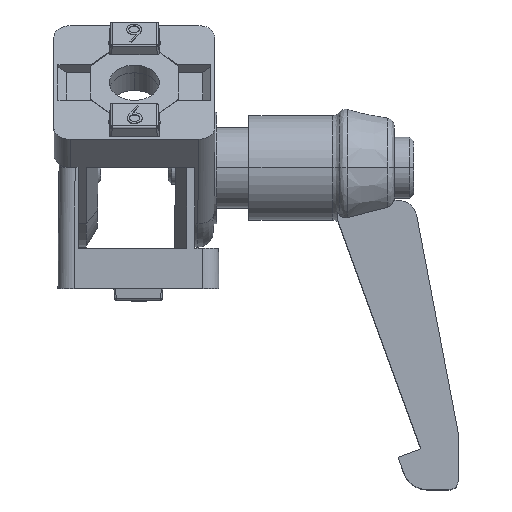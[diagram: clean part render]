
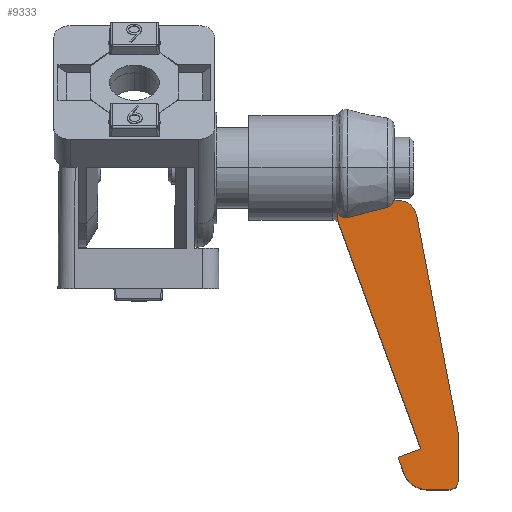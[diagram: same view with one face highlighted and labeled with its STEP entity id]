
A CAD part, top view. The second image highlights one B-rep face of the part: STEP entity #9333.
In plain terms, the highlighted face is planar.
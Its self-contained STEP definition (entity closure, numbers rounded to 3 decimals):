
#315=PLANE('',#10336);
#769=LINE('',#15018,#1493);
#783=LINE('',#15058,#1507);
#791=LINE('',#15099,#1515);
#793=LINE('',#15103,#1517);
#1493=VECTOR('',#12021,1000.);
#1507=VECTOR('',#12057,1000.);
#1515=VECTOR('',#12089,1000.);
#1517=VECTOR('',#12093,1000.);
#2382=FACE_OUTER_BOUND('',#2965,.T.);
#2965=EDGE_LOOP('',(#7356,#7357,#7358,#7359,#7360,#7361,#7362,#7363,#7364,
#7365,#7366,#7367,#7368,#7369,#7370,#7371));
#3342=B_SPLINE_CURVE_WITH_KNOTS('',3,(#14738,#14739,#14740,#14741),
 .UNSPECIFIED.,.F.,.F.,(4,4),(0.,0.005),.UNSPECIFIED.);
#3348=B_SPLINE_CURVE_WITH_KNOTS('',3,(#15090,#15091,#15092,#15093),
 .UNSPECIFIED.,.F.,.F.,(4,4),(0.,1.),.UNSPECIFIED.);
#3350=B_SPLINE_CURVE_WITH_KNOTS('',3,(#15116,#15117,#15118,#15119),
 .UNSPECIFIED.,.F.,.F.,(4,4),(0.,1.),.UNSPECIFIED.);
#3352=B_SPLINE_CURVE_WITH_KNOTS('',3,(#15128,#15129,#15130,#15131),
 .UNSPECIFIED.,.F.,.F.,(4,4),(0.,1.),.UNSPECIFIED.);
#3354=B_SPLINE_CURVE_WITH_KNOTS('',3,(#15140,#15141,#15142,#15143),
 .UNSPECIFIED.,.F.,.F.,(4,4),(0.,1.),.UNSPECIFIED.);
#3358=B_SPLINE_CURVE_WITH_KNOTS('',3,(#15177,#15178,#15179,#15180),
 .UNSPECIFIED.,.F.,.F.,(4,4),(0.,0.),
 .UNSPECIFIED.);
#3359=B_SPLINE_CURVE_WITH_KNOTS('',3,(#15183,#15184,#15185,#15186,#15187,
#15188),.UNSPECIFIED.,.F.,.F.,(4,2,4),(0.,0.001,0.001),
 .UNSPECIFIED.);
#3360=B_SPLINE_CURVE_WITH_KNOTS('',3,(#15189,#15190,#15191,#15192,#15193,
#15194),.UNSPECIFIED.,.F.,.F.,(4,2,4),(0.,0.001,0.001),
 .UNSPECIFIED.);
#3668=CIRCLE('',#10306,2.);
#3670=CIRCLE('',#10309,1.);
#3675=CIRCLE('',#10324,2.45);
#3677=CIRCLE('',#10330,3.);
#4233=VERTEX_POINT('',#14733);
#4234=VERTEX_POINT('',#14736);
#4316=VERTEX_POINT('',#15008);
#4318=VERTEX_POINT('',#15013);
#4319=VERTEX_POINT('',#15020);
#4320=VERTEX_POINT('',#15021);
#4323=VERTEX_POINT('',#15029);
#4324=VERTEX_POINT('',#15030);
#4331=VERTEX_POINT('',#15054);
#4333=VERTEX_POINT('',#15057);
#4339=VERTEX_POINT('',#15084);
#4341=VERTEX_POINT('',#15102);
#4343=VERTEX_POINT('',#15108);
#4345=VERTEX_POINT('',#15115);
#4347=VERTEX_POINT('',#15127);
#4349=VERTEX_POINT('',#15176);
#5243=EDGE_CURVE('',#4234,#4233,#3342,.T.);
#5368=EDGE_CURVE('',#4318,#4316,#769,.T.);
#5369=EDGE_CURVE('',#4319,#4320,#3668,.T.);
#5373=EDGE_CURVE('',#4323,#4324,#3670,.T.);
#5386=EDGE_CURVE('',#4331,#4333,#783,.T.);
#5396=EDGE_CURVE('',#4339,#4316,#3675,.T.);
#5399=EDGE_CURVE('',#4319,#4339,#3348,.T.);
#5401=EDGE_CURVE('',#4323,#4320,#791,.T.);
#5403=EDGE_CURVE('',#4341,#4324,#793,.T.);
#5406=EDGE_CURVE('',#4343,#4341,#3677,.T.);
#5410=EDGE_CURVE('',#4345,#4343,#3350,.T.);
#5413=EDGE_CURVE('',#4347,#4345,#3352,.T.);
#5417=EDGE_CURVE('',#4331,#4347,#3354,.T.);
#5421=EDGE_CURVE('',#4333,#4349,#3358,.T.);
#5423=EDGE_CURVE('',#4234,#4349,#3359,.T.);
#5424=EDGE_CURVE('',#4233,#4318,#3360,.T.);
#7356=ORIENTED_EDGE('',*,*,#5423,.T.);
#7357=ORIENTED_EDGE('',*,*,#5421,.F.);
#7358=ORIENTED_EDGE('',*,*,#5386,.F.);
#7359=ORIENTED_EDGE('',*,*,#5417,.T.);
#7360=ORIENTED_EDGE('',*,*,#5413,.T.);
#7361=ORIENTED_EDGE('',*,*,#5410,.T.);
#7362=ORIENTED_EDGE('',*,*,#5406,.T.);
#7363=ORIENTED_EDGE('',*,*,#5403,.T.);
#7364=ORIENTED_EDGE('',*,*,#5373,.F.);
#7365=ORIENTED_EDGE('',*,*,#5401,.T.);
#7366=ORIENTED_EDGE('',*,*,#5369,.F.);
#7367=ORIENTED_EDGE('',*,*,#5399,.T.);
#7368=ORIENTED_EDGE('',*,*,#5396,.T.);
#7369=ORIENTED_EDGE('',*,*,#5368,.F.);
#7370=ORIENTED_EDGE('',*,*,#5424,.F.);
#7371=ORIENTED_EDGE('',*,*,#5243,.F.);
#9333=ADVANCED_FACE('',(#2382),#315,.T.);
#10306=AXIS2_PLACEMENT_3D('',#15022,#12024,#12025);
#10309=AXIS2_PLACEMENT_3D('',#15031,#12032,#12033);
#10324=AXIS2_PLACEMENT_3D('',#15085,#12080,#12081);
#10330=AXIS2_PLACEMENT_3D('',#15109,#12098,#12099);
#10336=AXIS2_PLACEMENT_3D('',#15182,#12115,#12116);
#12021=DIRECTION('',(1.,0.,0.));
#12024=DIRECTION('center_axis',(0.,0.,
1.));
#12025=DIRECTION('ref_axis',(0.,-1.,0.));
#12032=DIRECTION('center_axis',(0.,0.,
1.));
#12033=DIRECTION('ref_axis',(1.,0.,0.));
#12057=DIRECTION('',(0.,-1.,0.));
#12080=DIRECTION('center_axis',(0.,0.,
-1.));
#12081=DIRECTION('ref_axis',(0.,-1.,0.));
#12089=DIRECTION('',(0.,-1.,0.));
#12093=DIRECTION('',(1.,0.,0.));
#12098=DIRECTION('center_axis',(0.,0.,
-1.));
#12099=DIRECTION('ref_axis',(0.,-1.,0.));
#12115=DIRECTION('center_axis',(0.,0.,
-1.));
#12116=DIRECTION('ref_axis',(0.,1.,0.));
#14733=CARTESIAN_POINT('',(30.991,19.926,-3.75));
#14736=CARTESIAN_POINT('',(25.941,21.223,-3.75));
#14738=CARTESIAN_POINT('Ctrl Pts',(25.941,21.223,-3.75));
#14739=CARTESIAN_POINT('Ctrl Pts',(27.628,20.804,-3.75));
#14740=CARTESIAN_POINT('Ctrl Pts',(29.312,20.375,-3.75));
#14741=CARTESIAN_POINT('Ctrl Pts',(30.991,19.926,-3.75));
#15008=CARTESIAN_POINT('',(32.207,19.05,-3.75));
#15013=CARTESIAN_POINT('',(31.735,19.05,-3.75));
#15018=CARTESIAN_POINT('',(31.971,19.05,-3.75));
#15020=CARTESIAN_POINT('',(39.703,47.672,-3.75));
#15021=CARTESIAN_POINT('',(39.733,48.019,-3.75));
#15022=CARTESIAN_POINT('Origin',(37.733,48.019,-3.75));
#15029=CARTESIAN_POINT('',(39.733,54.,-3.75));
#15030=CARTESIAN_POINT('',(38.733,55.,-3.75));
#15031=CARTESIAN_POINT('Origin',(38.733,54.,-3.75));
#15054=CARTESIAN_POINT('',(24.733,21.5,-3.75));
#15057=CARTESIAN_POINT('',(24.733,20.544,-3.75));
#15058=CARTESIAN_POINT('',(24.733,21.022,-3.75));
#15084=CARTESIAN_POINT('',(34.613,21.04,-3.75));
#15085=CARTESIAN_POINT('Origin',(32.207,21.5,-3.75));
#15090=CARTESIAN_POINT('Ctrl Pts',(39.703,47.672,-3.75));
#15091=CARTESIAN_POINT('Ctrl Pts',(38.006,38.794,-3.75));
#15092=CARTESIAN_POINT('Ctrl Pts',(36.31,29.917,-3.75));
#15093=CARTESIAN_POINT('Ctrl Pts',(34.613,21.04,-3.75));
#15099=CARTESIAN_POINT('',(39.733,37.025,-3.75));
#15102=CARTESIAN_POINT('',(35.834,55.,-3.75));
#15103=CARTESIAN_POINT('',(24.733,55.,-3.75));
#15108=CARTESIAN_POINT('',(33.015,53.026,-3.75));
#15109=CARTESIAN_POINT('Origin',(35.834,52.,-3.75));
#15115=CARTESIAN_POINT('',(32.278,51.,-3.75));
#15116=CARTESIAN_POINT('Ctrl Pts',(32.278,51.,-3.75));
#15117=CARTESIAN_POINT('Ctrl Pts',(32.523,51.675,-3.75));
#15118=CARTESIAN_POINT('Ctrl Pts',(32.769,52.351,-3.75));
#15119=CARTESIAN_POINT('Ctrl Pts',(33.015,53.026,-3.75));
#15127=CARTESIAN_POINT('',(35.097,49.974,-3.75));
#15128=CARTESIAN_POINT('Ctrl Pts',(35.097,49.974,-3.75));
#15129=CARTESIAN_POINT('Ctrl Pts',(34.157,50.316,-3.75));
#15130=CARTESIAN_POINT('Ctrl Pts',(33.217,50.658,-3.75));
#15131=CARTESIAN_POINT('Ctrl Pts',(32.278,51.,-3.75));
#15140=CARTESIAN_POINT('Ctrl Pts',(24.733,21.5,-3.75));
#15141=CARTESIAN_POINT('Ctrl Pts',(28.188,30.991,-3.75));
#15142=CARTESIAN_POINT('Ctrl Pts',(31.642,40.483,-3.75));
#15143=CARTESIAN_POINT('Ctrl Pts',(35.097,49.974,-3.75));
#15176=CARTESIAN_POINT('',(24.938,20.784,-3.75));
#15177=CARTESIAN_POINT('Ctrl Pts',(24.733,20.544,-3.75));
#15178=CARTESIAN_POINT('Ctrl Pts',(24.813,20.614,-3.75));
#15179=CARTESIAN_POINT('Ctrl Pts',(24.88,20.695,-3.75));
#15180=CARTESIAN_POINT('Ctrl Pts',(24.938,20.784,-3.75));
#15182=CARTESIAN_POINT('Origin',(24.733,19.05,-3.75));
#15183=CARTESIAN_POINT('Ctrl Pts',(25.941,21.223,-3.75));
#15184=CARTESIAN_POINT('Ctrl Pts',(25.75,21.27,-3.75));
#15185=CARTESIAN_POINT('Ctrl Pts',(25.546,21.249,-3.75));
#15186=CARTESIAN_POINT('Ctrl Pts',(25.192,21.087,-3.75));
#15187=CARTESIAN_POINT('Ctrl Pts',(25.044,20.95,-3.75));
#15188=CARTESIAN_POINT('Ctrl Pts',(24.938,20.784,-3.75));
#15189=CARTESIAN_POINT('Ctrl Pts',(30.991,19.926,-3.75));
#15190=CARTESIAN_POINT('Ctrl Pts',(31.187,19.873,-3.75));
#15191=CARTESIAN_POINT('Ctrl Pts',(31.355,19.75,-3.75));
#15192=CARTESIAN_POINT('Ctrl Pts',(31.607,19.434,-3.75));
#15193=CARTESIAN_POINT('Ctrl Pts',(31.688,19.247,-3.75));
#15194=CARTESIAN_POINT('Ctrl Pts',(31.735,19.05,-3.75));
